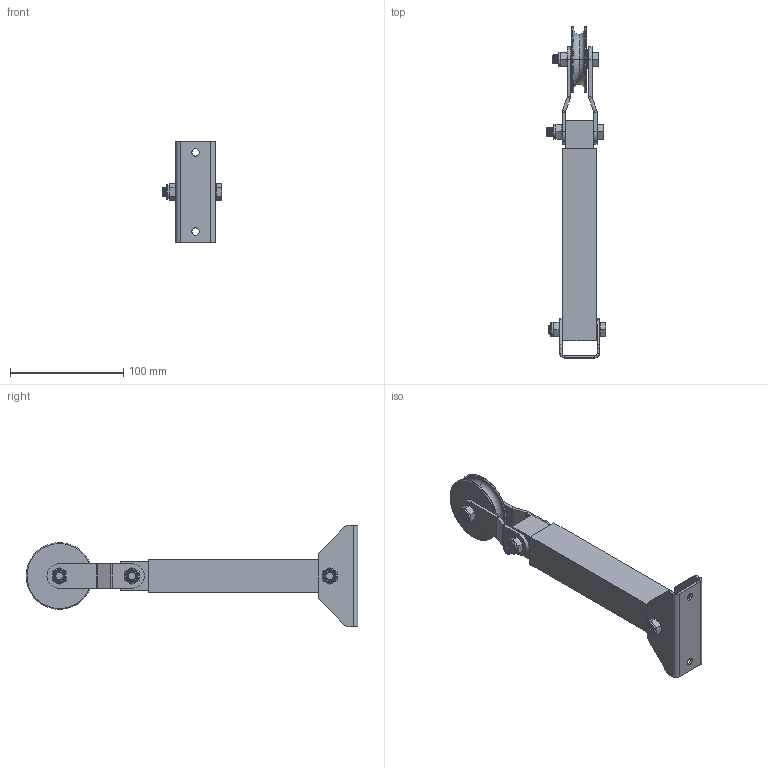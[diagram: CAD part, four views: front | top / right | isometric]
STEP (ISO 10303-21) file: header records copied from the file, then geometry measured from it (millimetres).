
FILE_DESCRIPTION (( 'STEP AP203' ), '1' );
FILE_NAME ('T63830.STEP', '2018-08-16T15:55:09', ( '' ), ( '' ), 'SwSTEP 2.0', 'SolidWorks 2016', '' );
FILE_SCHEMA (( 'CONFIG_CONTROL_DESIGN' ));
Length unit declared in the file: millimetre
Products named in the file (12): TH1369; TH1105; plain washer form b_doughty fastners - stainless_Bright washer BS 4320 - M8 (Form B); T63830; TH1368; B0004; TH1367; S2951; Hex Bolt_ISO 4016 - M8 x 35 x 25-WS; SW3dPS-nyloc nut, st stl a2 iso_M8 NYLOC; TH1366; Hex Bolt_ISO 4016 - M8 x 45 x 22-WS
Assembly tree (16 placements, depth 2):
  T63830
    TH1366
    TH1368
    TH1105
    plain washer form b_doughty fastners - stainless_Bright washer BS 4320 - M8 (Form B)  x2
    TH1369
    TH1367  x2
    Hex Bolt_ISO 4016 - M8 x 35 x 25-WS
    Hex Bolt_ISO 4016 - M8 x 45 x 22-WS  x2
    SW3dPS-nyloc nut, st stl a2 iso_M8 NYLOC  x3
    S2951
    B0004
Bounding box: 52.67 x 293.5 x 90 mm (x, y, z)
Volume: 118332.9 mm3; surface area: 126867.8 mm2
Topology: 18 solids, 18 shells, 788 faces, 1944 edges, 1206 vertices
Faces by surface type: cone 284, cylinder 220, plane 215, bspline 37, torus 32
Entity records: 30532 total; most frequent: CARTESIAN_POINT 15467, DIRECTION 3002, ORIENTED_EDGE 2804, EDGE_CURVE 1402, AXIS2_PLACEMENT_3D 1177, VERTEX_POINT 878, VECTOR 648, LINE 648
